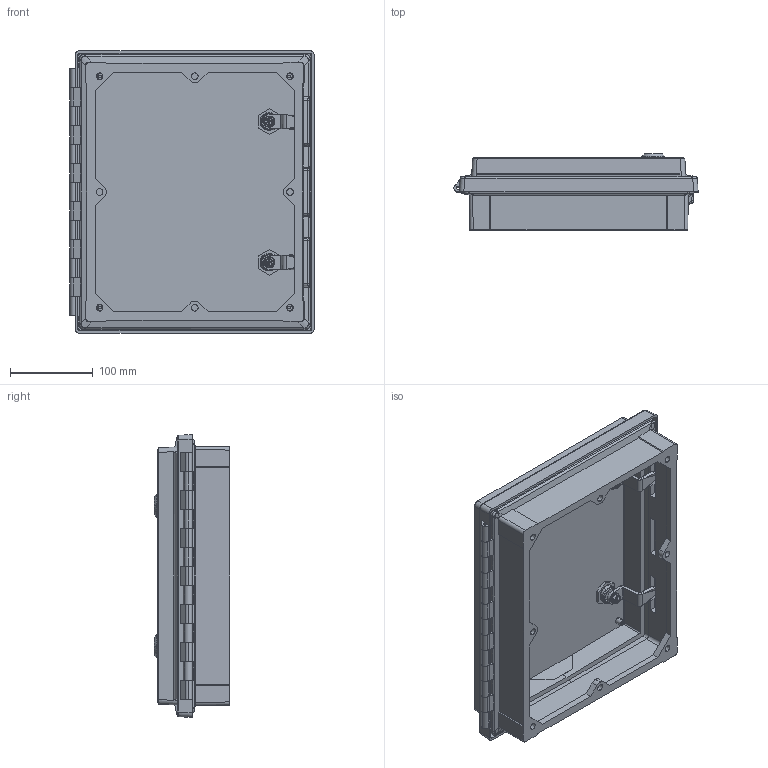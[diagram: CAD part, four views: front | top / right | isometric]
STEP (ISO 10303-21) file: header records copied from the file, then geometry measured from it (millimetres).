
FILE_DESCRIPTION (( 'STEP AP214' ), '1' );
FILE_NAME ('4901824_FIBOX_PW_343009_T.STEP', '2023-03-16T08:47:58', ( '' ), ( '' ), 'SwSTEP 2.0', 'SolidWorks 2021', '' );
FILE_SCHEMA (( 'AUTOMOTIVE_DESIGN' ));
Length unit declared in the file: millimetre
Products named in the file (10): 4901824_FIBOX_PW_343009_T; ARCA IPW DB Lock; 1000-102A-2X; IPW_12x10_PW_3430_FRAME; 1000-02; IPW_12x10_PW3430_COVER; ARCA IPW Lock Cam; 1000-102A-D_ASM; 1000-u187-n2_asm; 1000-102A-1X_AF0
Assembly tree (10 placements, depth 4):
  4901824_FIBOX_PW_343009_T
    IPW_12x10_PW_3430_FRAME
    IPW_12x10_PW3430_COVER
    ARCA IPW DB Lock  x2
      1000-102A-D_ASM
        1000-102A-1X_AF0
        1000-102A-2X
      1000-02
      1000-u187-n2_asm
      ARCA IPW Lock Cam
Bounding box: 295.08 x 91.59 x 341.84 mm (x, y, z)
Volume: 961282.5 mm3; surface area: 513324.8 mm2
Topology: 14 solids, 19 shells, 1650 faces, 4388 edges, 2781 vertices
Faces by surface type: plane 818, cylinder 555, bspline 158, cone 103, torus 16
Entity records: 47899 total; most frequent: CARTESIAN_POINT 18844, ORIENTED_EDGE 6480, DIRECTION 5025, EDGE_CURVE 3240, VERTEX_POINT 2084, VECTOR 1765, LINE 1765, AXIS2_PLACEMENT_3D 1630
